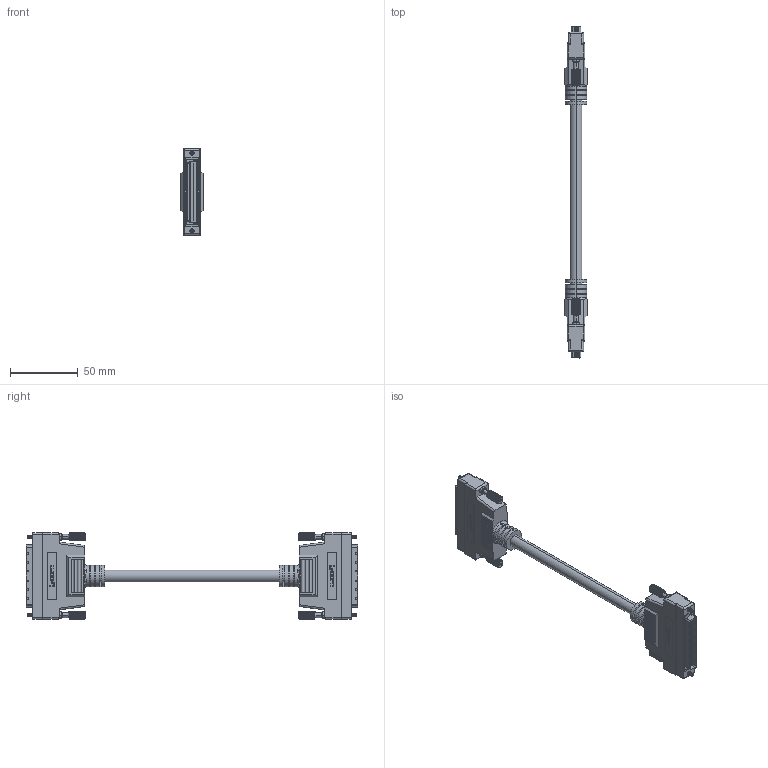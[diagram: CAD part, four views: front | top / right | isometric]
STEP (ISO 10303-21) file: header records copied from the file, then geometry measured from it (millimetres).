
FILE_DESCRIPTION (( 'STEP AP203' ), '1' );
FILE_NAME ('CA900MM.STEP', '2013-02-14T20:56:16', ( 'x' ), ( '' ), 'SwSTEP 2.0', 'SolidWorks 2012', '' );
FILE_SCHEMA (( 'CONFIG_CONTROL_DESIGN' ));
Length unit declared in the file: inch
Products named in the file (8): CA900MM; 1AJ06-037; 1AL08-120; MTN-300; 1AJ06-013; MTN-299; 1AC04-014_DEFAULT; MTN-300_New Logo
Assembly tree (12 placements, depth 3):
  CA900MM
    MTN-300  x2
      MTN-300_New Logo
      1AC04-014_DEFAULT
      MTN-299
      1AJ06-013
    1AL08-120
    1AJ06-037  x4
Bounding box: 16.33 x 245.77 x 64.26 mm (x, y, z)
Volume: 104920.7 mm3; surface area: 42434.6 mm2
Topology: 15 solids, 15 shells, 3258 faces, 8134 edges, 5134 vertices
Faces by surface type: plane 1594, cylinder 822, cone 704, bspline 100, sphere 24, torus 14
Entity records: 38402 total; most frequent: CARTESIAN_POINT 8218, ORIENTED_EDGE 6168, DIRECTION 5760, EDGE_CURVE 3084, LINE 2118, VECTOR 2118, VERTEX_POINT 1977, AXIS2_PLACEMENT_3D 1821
